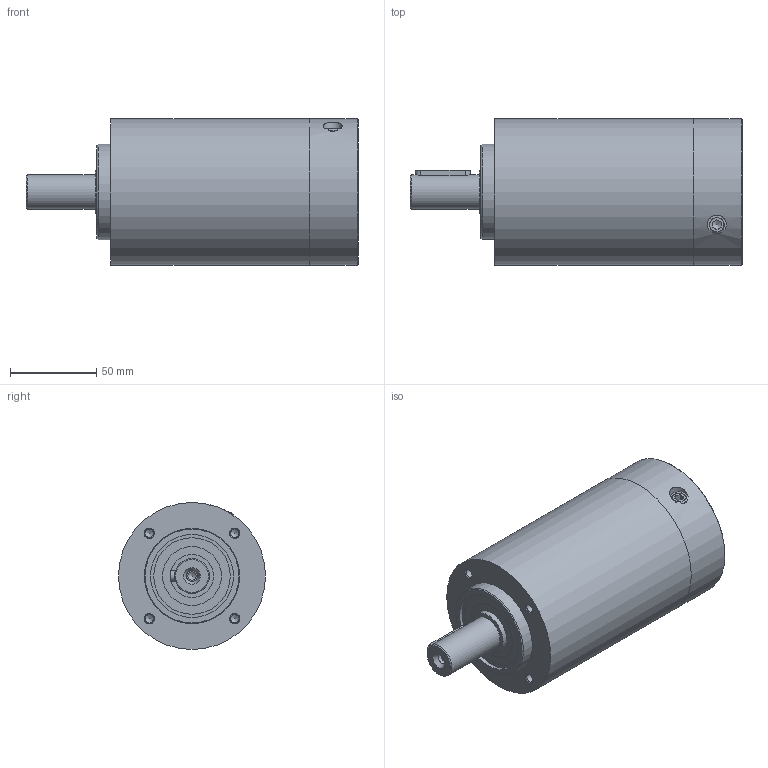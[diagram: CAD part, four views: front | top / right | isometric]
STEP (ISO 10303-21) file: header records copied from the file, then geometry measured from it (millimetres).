
FILE_DESCRIPTION(('FreeCAD Model'),'2;1');
FILE_NAME('PLD80_2_26.step', '2014-06-25T09:43:11',('FreeCAD'),('FreeCAD'), 'Open CASCADE STEP processor 6.3','FreeCAD','Unknown');
FILE_SCHEMA(('AUTOMOTIVE_DESIGN_CC2 { 1 2 10303 214 -1 1 5 4 }'));
Length unit declared in the file: millimetre
Products named in the file (1): PLD80_2_26
Bounding box: 192 x 85 x 85 mm (x, y, z)
Volume: 798462.7 mm3; surface area: 76377 mm2
Topology: 1 solids, 7 shells, 115 faces, 325 edges, 222 vertices
Faces by surface type: bspline 39, plane 38, cylinder 27, cone 11
Full cylindrical faces by diameter (mm): 6.35 x1, 6.4 x1, 10 x1, 18.5 x1, 19 x1, 19.5 x1, 20 x1, 25 x1, 34 x1, 38.2 x1, 44.2 x1, 48 x1, 55 x1, 65 x2, 85 x2
Entity records: 13396 total; most frequent: CARTESIAN_POINT 8455, DIRECTION 706, ORIENTED_EDGE 566, PCURVE 566, DEFINITIONAL_REPRESENTATION 566, B_SPLINE_CURVE_WITH_KNOTS 380, EDGE_CURVE 283, SURFACE_CURVE 234
